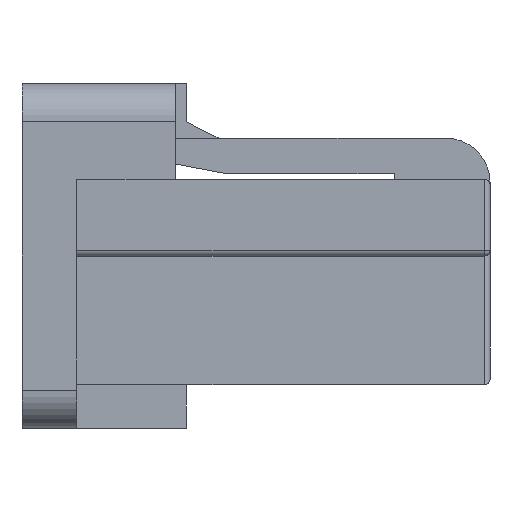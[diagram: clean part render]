
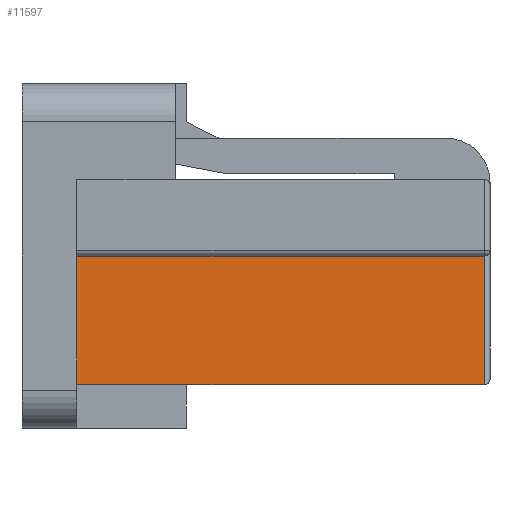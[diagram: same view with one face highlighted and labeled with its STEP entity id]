
A CAD part, left-side view. The second image highlights one B-rep face of the part: STEP entity #11597.
In plain terms, the highlighted planar face has unit normal (-1, 0, 0).
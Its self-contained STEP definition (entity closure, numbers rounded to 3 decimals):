
#1557=DIRECTION('',(0.,0.,1.));
#1558=VECTOR('',#1557,2.35);
#1559=CARTESIAN_POINT('',(-6.38,7.55,-2.35));
#1560=LINE('',#1559,#1558);
#4055=CARTESIAN_POINT('',(-6.38,0.1,-2.35));
#4065=DIRECTION('',(0.,0.,-1.));
#4066=VECTOR('',#4065,2.35);
#4067=CARTESIAN_POINT('',(-6.38,0.1,0.));
#4068=LINE('',#4067,#4066);
#4069=DIRECTION('',(0.,1.,0.));
#4070=VECTOR('',#4069,7.45);
#4071=CARTESIAN_POINT('',(-6.38,0.1,-2.35));
#4072=LINE('',#4071,#4070);
#4077=DIRECTION('',(0.,1.,0.));
#4078=VECTOR('',#4077,7.45);
#4079=CARTESIAN_POINT('',(-6.38,0.1,0.));
#4080=LINE('',#4079,#4078);
#4666=CARTESIAN_POINT('',(-6.38,7.55,-2.35));
#4667=CARTESIAN_POINT('',(-6.38,7.55,0.));
#4668=VERTEX_POINT('',#4666);
#4669=VERTEX_POINT('',#4667);
#5269=CARTESIAN_POINT('',(-6.38,0.1,0.));
#5271=VERTEX_POINT('',#5269);
#5282=VERTEX_POINT('',#4055);
#11585=CARTESIAN_POINT('',(-6.38,0.,-2.35));
#11586=DIRECTION('',(1.,0.,0.));
#11587=DIRECTION('',(0.,0.,1.));
#11588=AXIS2_PLACEMENT_3D('',#11585,#11586,#11587);
#11589=PLANE('',#11588);
#11591=ORIENTED_EDGE('',*,*,#11590,.F.);
#11592=ORIENTED_EDGE('',*,*,#11577,.T.);
#11593=ORIENTED_EDGE('',*,*,#6947,.T.);
#11594=ORIENTED_EDGE('',*,*,#7881,.T.);
#11595=EDGE_LOOP('',(#11591,#11592,#11593,#11594));
#11596=FACE_OUTER_BOUND('',#11595,.F.);
#6947=EDGE_CURVE('',#5282,#4668,#4072,.T.);
#7881=EDGE_CURVE('',#4668,#4669,#1560,.T.);
#11577=EDGE_CURVE('',#5271,#5282,#4068,.T.);
#11590=EDGE_CURVE('',#5271,#4669,#4080,.T.);
#11597=ADVANCED_FACE('',(#11596),#11589,.F.);
